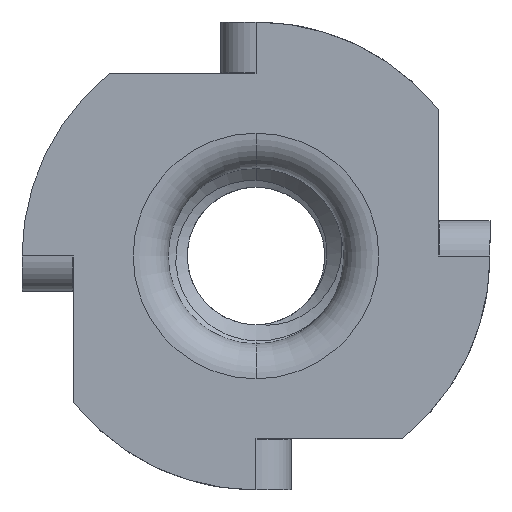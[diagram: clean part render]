
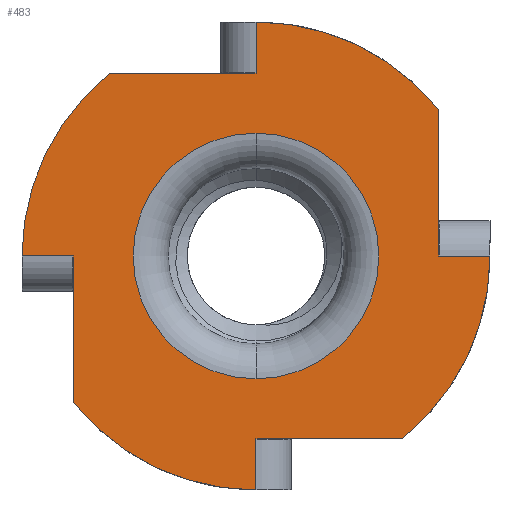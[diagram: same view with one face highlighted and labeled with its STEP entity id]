
A CAD part, front view. The second image highlights one B-rep face of the part: STEP entity #483.
In plain terms, the highlighted planar face has unit normal (0, -1, 0).
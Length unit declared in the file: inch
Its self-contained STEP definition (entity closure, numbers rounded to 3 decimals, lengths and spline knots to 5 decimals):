
#65 = VERTEX_POINT ( 'NONE', #856 ) ;
#67 = EDGE_CURVE ( 'NONE', #68, #65, #855, .T. ) ;
#68 = VERTEX_POINT ( 'NONE', #850 ) ;
#275 = EDGE_CURVE ( 'NONE', #276, #302, #1621, .T. ) ;
#276 = VERTEX_POINT ( 'NONE', #1617 ) ;
#290 = ORIENTED_EDGE ( 'NONE', *, *, #291, .T. ) ;
#291 = EDGE_CURVE ( 'NONE', #386, #404, #1497, .T. ) ;
#292 = ORIENTED_EDGE ( 'NONE', *, *, #403, .T. ) ;
#293 = ORIENTED_EDGE ( 'NONE', *, *, #294, .T. ) ;
#294 = EDGE_CURVE ( 'NONE', #405, #295, #1489, .T. ) ;
#295 = VERTEX_POINT ( 'NONE', #1514 ) ;
#296 = ORIENTED_EDGE ( 'NONE', *, *, #297, .F. ) ;
#297 = EDGE_CURVE ( 'NONE', #298, #295, #1513, .T. ) ;
#298 = VERTEX_POINT ( 'NONE', #1508 ) ;
#299 = ORIENTED_EDGE ( 'NONE', *, *, #455, .T. ) ;
#302 = VERTEX_POINT ( 'NONE', #1501 ) ;
#378 = EDGE_CURVE ( 'NONE', #437, #438, #1840, .T. ) ;
#380 = ORIENTED_EDGE ( 'NONE', *, *, #378, .T. ) ;
#381 = ORIENTED_EDGE ( 'NONE', *, *, #382, .T. ) ;
#382 = EDGE_CURVE ( 'NONE', #438, #383, #1830, .T. ) ;
#383 = VERTEX_POINT ( 'NONE', #1709 ) ;
#384 = ORIENTED_EDGE ( 'NONE', *, *, #385, .F. ) ;
#385 = EDGE_CURVE ( 'NONE', #386, #383, #1708, .T. ) ;
#386 = VERTEX_POINT ( 'NONE', #1703 ) ;
#387 = ORIENTED_EDGE ( 'NONE', *, *, #464, .T. ) ;
#393 = ORIENTED_EDGE ( 'NONE', *, *, #398, .T. ) ;
#394 = EDGE_LOOP ( 'NONE', ( #387, #465, #466, #380, #381, #384, #290, #292, #293, #296, #299, #456, #457, #396, #397, #459 ) ) ;
#395 = EDGE_CURVE ( 'NONE', #302, #479, #1700, .T. ) ;
#396 = ORIENTED_EDGE ( 'NONE', *, *, #478, .F. ) ;
#397 = ORIENTED_EDGE ( 'NONE', *, *, #458, .T. ) ;
#398 = EDGE_CURVE ( 'NONE', #65, #68, #1692, .T. ) ;
#403 = EDGE_CURVE ( 'NONE', #404, #405, #1780, .T. ) ;
#404 = VERTEX_POINT ( 'NONE', #1773 ) ;
#405 = VERTEX_POINT ( 'NONE', #1772 ) ;
#416 = EDGE_CURVE ( 'NONE', #451, #443, #1900, .T. ) ;
#421 = EDGE_CURVE ( 'NONE', #422, #423, #1887, .T. ) ;
#422 = VERTEX_POINT ( 'NONE', #1883 ) ;
#423 = VERTEX_POINT ( 'NONE', #1882 ) ;
#437 = VERTEX_POINT ( 'NONE', #1980 ) ;
#438 = VERTEX_POINT ( 'NONE', #1979 ) ;
#443 = VERTEX_POINT ( 'NONE', #1974 ) ;
#451 = VERTEX_POINT ( 'NONE', #1966 ) ;
#455 = EDGE_CURVE ( 'NONE', #298, #276, #2012, .T. ) ;
#456 = ORIENTED_EDGE ( 'NONE', *, *, #275, .T. ) ;
#457 = ORIENTED_EDGE ( 'NONE', *, *, #395, .T. ) ;
#458 = EDGE_CURVE ( 'NONE', #476, #422, #2008, .T. ) ;
#459 = ORIENTED_EDGE ( 'NONE', *, *, #421, .T. ) ;
#464 = EDGE_CURVE ( 'NONE', #423, #443, #1994, .T. ) ;
#465 = ORIENTED_EDGE ( 'NONE', *, *, #416, .F. ) ;
#466 = ORIENTED_EDGE ( 'NONE', *, *, #467, .T. ) ;
#467 = EDGE_CURVE ( 'NONE', #451, #437, #1963, .T. ) ;
#476 = VERTEX_POINT ( 'NONE', #1939 ) ;
#478 = EDGE_CURVE ( 'NONE', #476, #479, #1938, .T. ) ;
#479 = VERTEX_POINT ( 'NONE', #1933 ) ;
#483 = ADVANCED_FACE ( 'NONE', ( #1928, #1927 ), #1926, .F. ) ;
#484 = EDGE_LOOP ( 'NONE', ( #485, #393 ) ) ;
#485 = ORIENTED_EDGE ( 'NONE', *, *, #67, .T. ) ;
#850 = CARTESIAN_POINT ( 'NONE',  ( 0., 0., 0.2625 ) ) ;
#851 = DIRECTION ( 'NONE',  ( 0., 0., 1. ) ) ;
#852 = DIRECTION ( 'NONE',  ( 0., 1., 0. ) ) ;
#853 = CARTESIAN_POINT ( 'NONE',  ( 0., 0., 0. ) ) ;
#854 = AXIS2_PLACEMENT_3D ( 'NONE', #853, #852, #851 ) ;
#855 = CIRCLE ( 'NONE', #854, 0.2625 ) ;
#856 = CARTESIAN_POINT ( 'NONE',  ( 0., 0., -0.2625 ) ) ;
#1487 = DIRECTION ( 'NONE',  ( -1., 0., 0. ) ) ;
#1488 = VECTOR ( 'NONE', #1487, 39.37008 ) ;
#1489 = LINE ( 'NONE', #1517, #1516 ) ;
#1497 = LINE ( 'NONE', #1615, #1488 ) ;
#1501 = CARTESIAN_POINT ( 'NONE',  ( 0., 0., 0.39031 ) ) ;
#1508 = CARTESIAN_POINT ( 'NONE',  ( 0., 0., 0.5 ) ) ;
#1509 = DIRECTION ( 'NONE',  ( 0., 0., 1. ) ) ;
#1510 = DIRECTION ( 'NONE',  ( 0., 1., 0. ) ) ;
#1511 = CARTESIAN_POINT ( 'NONE',  ( 0., 0., 0. ) ) ;
#1512 = AXIS2_PLACEMENT_3D ( 'NONE', #1511, #1510, #1509 ) ;
#1513 = CIRCLE ( 'NONE', #1512, 0.5 ) ;
#1514 = CARTESIAN_POINT ( 'NONE',  ( 0.39031, 0., 0.3125 ) ) ;
#1515 = DIRECTION ( 'NONE',  ( 0., 0., 1. ) ) ;
#1516 = VECTOR ( 'NONE', #1515, 39.37008 ) ;
#1517 = CARTESIAN_POINT ( 'NONE',  ( 0.39031, 0., 0. ) ) ;
#1615 = CARTESIAN_POINT ( 'NONE',  ( 0.5, 0., 0. ) ) ;
#1617 = CARTESIAN_POINT ( 'NONE',  ( 0., 0., 0.39131 ) ) ;
#1618 = DIRECTION ( 'NONE',  ( 0., 0., -1. ) ) ;
#1619 = VECTOR ( 'NONE', #1618, 39.37008 ) ;
#1620 = CARTESIAN_POINT ( 'NONE',  ( 0., 0., 0.5 ) ) ;
#1621 = LINE ( 'NONE', #1620, #1619 ) ;
#1691 = AXIS2_PLACEMENT_3D ( 'NONE', #1790, #1789, #1788 ) ;
#1692 = CIRCLE ( 'NONE', #1691, 0.2625 ) ;
#1693 = DIRECTION ( 'NONE',  ( -1., 0., 0. ) ) ;
#1694 = VECTOR ( 'NONE', #1693, 39.37008 ) ;
#1700 = LINE ( 'NONE', #1701, #1694 ) ;
#1701 = CARTESIAN_POINT ( 'NONE',  ( 0., 0., 0.39031 ) ) ;
#1703 = CARTESIAN_POINT ( 'NONE',  ( 0.5, 0., 0. ) ) ;
#1704 = DIRECTION ( 'NONE',  ( 0., 0., 1. ) ) ;
#1705 = DIRECTION ( 'NONE',  ( 0., 1., 0. ) ) ;
#1706 = CARTESIAN_POINT ( 'NONE',  ( 0., 0., 0. ) ) ;
#1707 = AXIS2_PLACEMENT_3D ( 'NONE', #1706, #1705, #1704 ) ;
#1708 = CIRCLE ( 'NONE', #1707, 0.5 ) ;
#1709 = CARTESIAN_POINT ( 'NONE',  ( 0.3125, 0., -0.39031 ) ) ;
#1710 = DIRECTION ( 'NONE',  ( 1., 0., 0. ) ) ;
#1711 = VECTOR ( 'NONE', #1710, 39.37008 ) ;
#1772 = CARTESIAN_POINT ( 'NONE',  ( 0.39031, 0., 0. ) ) ;
#1773 = CARTESIAN_POINT ( 'NONE',  ( 0.39131, 0., 0. ) ) ;
#1774 = DIRECTION ( 'NONE',  ( -1., 0., 0. ) ) ;
#1775 = VECTOR ( 'NONE', #1774, 39.37008 ) ;
#1776 = CARTESIAN_POINT ( 'NONE',  ( 0.5, 0., 0. ) ) ;
#1780 = LINE ( 'NONE', #1776, #1775 ) ;
#1788 = DIRECTION ( 'NONE',  ( 0., 0., 1. ) ) ;
#1789 = DIRECTION ( 'NONE',  ( 0., 1., 0. ) ) ;
#1790 = CARTESIAN_POINT ( 'NONE',  ( 0., 0., 0. ) ) ;
#1829 = CARTESIAN_POINT ( 'NONE',  ( 0., 0., -0.39031 ) ) ;
#1830 = LINE ( 'NONE', #1829, #1711 ) ;
#1837 = DIRECTION ( 'NONE',  ( 0., 0., 1. ) ) ;
#1838 = VECTOR ( 'NONE', #1837, 39.37008 ) ;
#1839 = CARTESIAN_POINT ( 'NONE',  ( 0., 0., -0.5 ) ) ;
#1840 = LINE ( 'NONE', #1839, #1838 ) ;
#1882 = CARTESIAN_POINT ( 'NONE',  ( -0.39031, 0., 0. ) ) ;
#1883 = CARTESIAN_POINT ( 'NONE',  ( -0.39131, 0., 0. ) ) ;
#1884 = DIRECTION ( 'NONE',  ( 1., 0., 0. ) ) ;
#1885 = VECTOR ( 'NONE', #1884, 39.37008 ) ;
#1886 = CARTESIAN_POINT ( 'NONE',  ( -0.5, 0., 0. ) ) ;
#1887 = LINE ( 'NONE', #1886, #1885 ) ;
#1896 = DIRECTION ( 'NONE',  ( 0., 0., 1. ) ) ;
#1897 = DIRECTION ( 'NONE',  ( 0., 1., 0. ) ) ;
#1898 = CARTESIAN_POINT ( 'NONE',  ( 0., 0., 0. ) ) ;
#1899 = AXIS2_PLACEMENT_3D ( 'NONE', #1898, #1897, #1896 ) ;
#1900 = CIRCLE ( 'NONE', #1899, 0.5 ) ;
#1921 = DIRECTION ( 'NONE',  ( 0., 0., 1. ) ) ;
#1922 = DIRECTION ( 'NONE',  ( 0., 1., 0. ) ) ;
#1924 = CARTESIAN_POINT ( 'NONE',  ( 0., 0., 0. ) ) ;
#1925 = AXIS2_PLACEMENT_3D ( 'NONE', #1924, #1922, #1921 ) ;
#1926 = PLANE ( 'NONE',  #1925 ) ;
#1927 = FACE_OUTER_BOUND ( 'NONE', #394, .T. ) ;
#1928 = FACE_BOUND ( 'NONE', #484, .T. ) ;
#1933 = CARTESIAN_POINT ( 'NONE',  ( -0.3125, 0., 0.39031 ) ) ;
#1934 = DIRECTION ( 'NONE',  ( 0., 0., 1. ) ) ;
#1935 = DIRECTION ( 'NONE',  ( 0., 1., 0. ) ) ;
#1936 = CARTESIAN_POINT ( 'NONE',  ( 0., 0., 0. ) ) ;
#1937 = AXIS2_PLACEMENT_3D ( 'NONE', #1936, #1935, #1934 ) ;
#1938 = CIRCLE ( 'NONE', #1937, 0.5 ) ;
#1939 = CARTESIAN_POINT ( 'NONE',  ( -0.5, 0., 0. ) ) ;
#1960 = DIRECTION ( 'NONE',  ( 0., 0., 1. ) ) ;
#1961 = VECTOR ( 'NONE', #1960, 39.37008 ) ;
#1962 = CARTESIAN_POINT ( 'NONE',  ( 0., 0., -0.5 ) ) ;
#1963 = LINE ( 'NONE', #1962, #1961 ) ;
#1964 = DIRECTION ( 'NONE',  ( 0., 0., -1. ) ) ;
#1966 = CARTESIAN_POINT ( 'NONE',  ( 0., 0., -0.5 ) ) ;
#1974 = CARTESIAN_POINT ( 'NONE',  ( -0.39031, 0., -0.3125 ) ) ;
#1979 = CARTESIAN_POINT ( 'NONE',  ( 0., 0., -0.39031 ) ) ;
#1980 = CARTESIAN_POINT ( 'NONE',  ( 0., 0., -0.39131 ) ) ;
#1992 = VECTOR ( 'NONE', #1964, 39.37008 ) ;
#1993 = CARTESIAN_POINT ( 'NONE',  ( -0.39031, 0., 0. ) ) ;
#1994 = LINE ( 'NONE', #1993, #1992 ) ;
#2005 = DIRECTION ( 'NONE',  ( 1., 0., 0. ) ) ;
#2006 = VECTOR ( 'NONE', #2005, 39.37008 ) ;
#2007 = CARTESIAN_POINT ( 'NONE',  ( -0.5, 0., 0. ) ) ;
#2008 = LINE ( 'NONE', #2007, #2006 ) ;
#2009 = DIRECTION ( 'NONE',  ( 0., 0., -1. ) ) ;
#2010 = VECTOR ( 'NONE', #2009, 39.37008 ) ;
#2011 = CARTESIAN_POINT ( 'NONE',  ( 0., 0., 0.5 ) ) ;
#2012 = LINE ( 'NONE', #2011, #2010 ) ;
